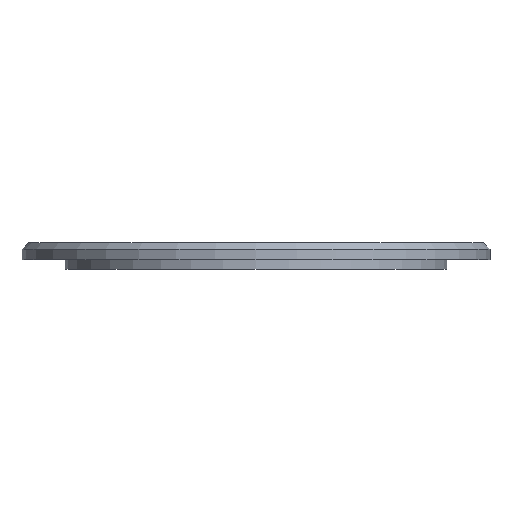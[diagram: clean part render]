
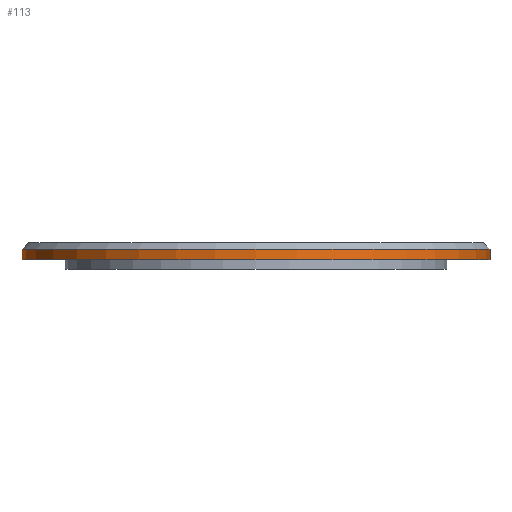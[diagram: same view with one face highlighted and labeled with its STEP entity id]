
A CAD part, front view. The second image highlights one B-rep face of the part: STEP entity #113.
In plain terms, the highlighted cylindrical face has radius 111 mm (diameter 222 mm), a partial arc.
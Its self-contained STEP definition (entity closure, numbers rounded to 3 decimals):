
#12 = VERTEX_POINT ( 'NONE', #402 ) ;
#48 = AXIS2_PLACEMENT_3D ( 'NONE', #938, #1100, #1164 ) ;
#55 = EDGE_CURVE ( 'NONE', #962, #686, #1141, .T. ) ;
#111 = VECTOR ( 'NONE', #331, 1000. ) ;
#113 = ADVANCED_FACE ( 'NONE', ( #479 ), #560, .T. ) ;
#133 = EDGE_CURVE ( 'NONE', #12, #777, #362, .T. ) ;
#177 = LINE ( 'NONE', #377, #111 ) ;
#212 = EDGE_LOOP ( 'NONE', ( #888, #1135, #516, #775 ) ) ;
#224 = CARTESIAN_POINT ( 'NONE',  ( 111., 0., 2. ) ) ;
#228 = CARTESIAN_POINT ( 'NONE',  ( -111., 0., 5. ) ) ;
#306 = DIRECTION ( 'NONE',  ( 0., 0., -1. ) ) ;
#309 = VECTOR ( 'NONE', #874, 1000. ) ;
#331 = DIRECTION ( 'NONE',  ( 0., 0., -1. ) ) ;
#362 = CIRCLE ( 'NONE', #48, 111. ) ;
#368 = AXIS2_PLACEMENT_3D ( 'NONE', #859, #306, #1021 ) ;
#377 = CARTESIAN_POINT ( 'NONE',  ( 111., 0., 5. ) ) ;
#388 = DIRECTION ( 'NONE',  ( 1., 0., 0. ) ) ;
#402 = CARTESIAN_POINT ( 'NONE',  ( 111., 0., -3. ) ) ;
#461 = CARTESIAN_POINT ( 'NONE',  ( -111., 0., -3. ) ) ;
#479 = FACE_OUTER_BOUND ( 'NONE', #212, .T. ) ;
#516 = ORIENTED_EDGE ( 'NONE', *, *, #990, .T. ) ;
#560 = CYLINDRICAL_SURFACE ( 'NONE', #368, 111. ) ;
#652 = DIRECTION ( 'NONE',  ( 0., 0., -1. ) ) ;
#662 = CARTESIAN_POINT ( 'NONE',  ( 0., 0., 2. ) ) ;
#686 = VERTEX_POINT ( 'NONE', #978 ) ;
#775 = ORIENTED_EDGE ( 'NONE', *, *, #133, .F. ) ;
#777 = VERTEX_POINT ( 'NONE', #461 ) ;
#780 = EDGE_CURVE ( 'NONE', #962, #12, #177, .T. ) ;
#792 = LINE ( 'NONE', #228, #309 ) ;
#859 = CARTESIAN_POINT ( 'NONE',  ( 0., 0., 5. ) ) ;
#874 = DIRECTION ( 'NONE',  ( 0., 0., -1. ) ) ;
#888 = ORIENTED_EDGE ( 'NONE', *, *, #780, .F. ) ;
#938 = CARTESIAN_POINT ( 'NONE',  ( 0., 0., -3. ) ) ;
#962 = VERTEX_POINT ( 'NONE', #224 ) ;
#978 = CARTESIAN_POINT ( 'NONE',  ( -111., 0., 2. ) ) ;
#990 = EDGE_CURVE ( 'NONE', #686, #777, #792, .T. ) ;
#1021 = DIRECTION ( 'NONE',  ( -1., 0., 0. ) ) ;
#1094 = AXIS2_PLACEMENT_3D ( 'NONE', #662, #652, #388 ) ;
#1100 = DIRECTION ( 'NONE',  ( 0., 0., -1. ) ) ;
#1135 = ORIENTED_EDGE ( 'NONE', *, *, #55, .T. ) ;
#1141 = CIRCLE ( 'NONE', #1094, 111. ) ;
#1164 = DIRECTION ( 'NONE',  ( -1., 0., 0. ) ) ;
